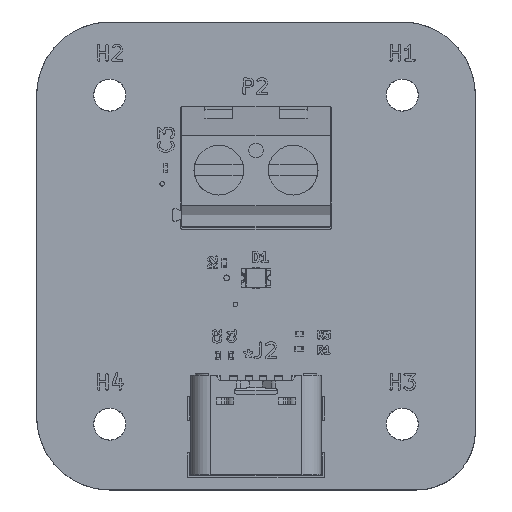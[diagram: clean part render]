
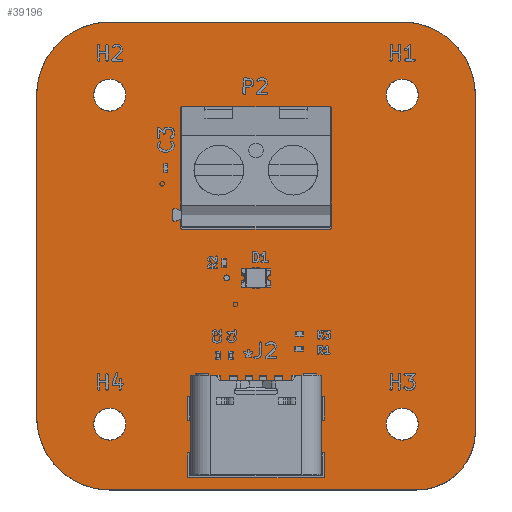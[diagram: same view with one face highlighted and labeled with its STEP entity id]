
A CAD part, top view. The second image highlights one B-rep face of the part: STEP entity #39196.
In plain terms, the highlighted planar face has unit normal (0, 0, 1).
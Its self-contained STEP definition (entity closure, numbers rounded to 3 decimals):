
#39196 = ADVANCED_FACE('',(#39197,#39331,#39342,#39353,#39364,#39375,
    #39386),#39397,.T.);
#39197 = FACE_BOUND('',#39198,.F.);
#39198 = EDGE_LOOP('',(#39199,#39210,#39218,#39226,#39234,#39243,#39251,
    #39259,#39267,#39276,#39284,#39292,#39300,#39309,#39317,#39325));
#39199 = ORIENTED_EDGE('',*,*,#39200,.T.);
#39200 = EDGE_CURVE('',#39201,#39203,#39205,.T.);
#39201 = VERTEX_POINT('',#39202);
#39202 = CARTESIAN_POINT('',(170.002,-59.782,1.56));
#39203 = VERTEX_POINT('',#39204);
#39204 = CARTESIAN_POINT('',(174.782,-55.002,1.56));
#39205 = CIRCLE('',#39206,5.002);
#39206 = AXIS2_PLACEMENT_3D('',#39207,#39208,#39209);
#39207 = CARTESIAN_POINT('',(175.,-60.,1.56));
#39208 = DIRECTION('',(0.,0.,-1.));
#39209 = DIRECTION('',(-0.999,0.044,0.));
#39210 = ORIENTED_EDGE('',*,*,#39211,.T.);
#39211 = EDGE_CURVE('',#39203,#39212,#39214,.T.);
#39212 = VERTEX_POINT('',#39213);
#39213 = CARTESIAN_POINT('',(175.,-55.,1.56));
#39214 = LINE('',#39215,#39216);
#39215 = CARTESIAN_POINT('',(174.782,-55.002,1.56));
#39216 = VECTOR('',#39217,1.);
#39217 = DIRECTION('',(1.,0.011,0.));
#39218 = ORIENTED_EDGE('',*,*,#39219,.T.);
#39219 = EDGE_CURVE('',#39212,#39220,#39222,.T.);
#39220 = VERTEX_POINT('',#39221);
#39221 = CARTESIAN_POINT('',(195.,-55.,1.56));
#39222 = LINE('',#39223,#39224);
#39223 = CARTESIAN_POINT('',(175.,-55.,1.56));
#39224 = VECTOR('',#39225,1.);
#39225 = DIRECTION('',(1.,0.,0.));
#39226 = ORIENTED_EDGE('',*,*,#39227,.T.);
#39227 = EDGE_CURVE('',#39220,#39228,#39230,.T.);
#39228 = VERTEX_POINT('',#39229);
#39229 = CARTESIAN_POINT('',(195.218,-55.002,1.56));
#39230 = LINE('',#39231,#39232);
#39231 = CARTESIAN_POINT('',(195.,-55.,1.56));
#39232 = VECTOR('',#39233,1.);
#39233 = DIRECTION('',(1.,-0.011,0.));
#39234 = ORIENTED_EDGE('',*,*,#39235,.T.);
#39235 = EDGE_CURVE('',#39228,#39236,#39238,.T.);
#39236 = VERTEX_POINT('',#39237);
#39237 = CARTESIAN_POINT('',(199.998,-59.782,1.56));
#39238 = CIRCLE('',#39239,5.002);
#39239 = AXIS2_PLACEMENT_3D('',#39240,#39241,#39242);
#39240 = CARTESIAN_POINT('',(195.,-60.,1.56));
#39241 = DIRECTION('',(0.,0.,-1.));
#39242 = DIRECTION('',(0.044,0.999,0.));
#39243 = ORIENTED_EDGE('',*,*,#39244,.T.);
#39244 = EDGE_CURVE('',#39236,#39245,#39247,.T.);
#39245 = VERTEX_POINT('',#39246);
#39246 = CARTESIAN_POINT('',(200.,-60.,1.56));
#39247 = LINE('',#39248,#39249);
#39248 = CARTESIAN_POINT('',(199.998,-59.782,1.56));
#39249 = VECTOR('',#39250,1.);
#39250 = DIRECTION('',(0.011,-1.,0.));
#39251 = ORIENTED_EDGE('',*,*,#39252,.T.);
#39252 = EDGE_CURVE('',#39245,#39253,#39255,.T.);
#39253 = VERTEX_POINT('',#39254);
#39254 = CARTESIAN_POINT('',(200.,-83.,1.56));
#39255 = LINE('',#39256,#39257);
#39256 = CARTESIAN_POINT('',(200.,-60.,1.56));
#39257 = VECTOR('',#39258,1.);
#39258 = DIRECTION('',(0.,-1.,0.));
#39259 = ORIENTED_EDGE('',*,*,#39260,.T.);
#39260 = EDGE_CURVE('',#39253,#39261,#39263,.T.);
#39261 = VERTEX_POINT('',#39262);
#39262 = CARTESIAN_POINT('',(199.998,-83.196,1.56));
#39263 = LINE('',#39264,#39265);
#39264 = CARTESIAN_POINT('',(200.,-83.,1.56));
#39265 = VECTOR('',#39266,1.);
#39266 = DIRECTION('',(-0.012,-1.,0.));
#39267 = ORIENTED_EDGE('',*,*,#39268,.T.);
#39268 = EDGE_CURVE('',#39261,#39269,#39271,.T.);
#39269 = VERTEX_POINT('',#39270);
#39270 = CARTESIAN_POINT('',(196.196,-86.998,1.56));
#39271 = CIRCLE('',#39272,4.002);
#39272 = AXIS2_PLACEMENT_3D('',#39273,#39274,#39275);
#39273 = CARTESIAN_POINT('',(196.,-83.,1.56));
#39274 = DIRECTION('',(0.,0.,-1.));
#39275 = DIRECTION('',(0.999,-0.049,0.));
#39276 = ORIENTED_EDGE('',*,*,#39277,.T.);
#39277 = EDGE_CURVE('',#39269,#39278,#39280,.T.);
#39278 = VERTEX_POINT('',#39279);
#39279 = CARTESIAN_POINT('',(196.,-87.,1.56));
#39280 = LINE('',#39281,#39282);
#39281 = CARTESIAN_POINT('',(196.196,-86.998,1.56));
#39282 = VECTOR('',#39283,1.);
#39283 = DIRECTION('',(-1.,-0.012,0.));
#39284 = ORIENTED_EDGE('',*,*,#39285,.T.);
#39285 = EDGE_CURVE('',#39278,#39286,#39288,.T.);
#39286 = VERTEX_POINT('',#39287);
#39287 = CARTESIAN_POINT('',(175.,-87.,1.56));
#39288 = LINE('',#39289,#39290);
#39289 = CARTESIAN_POINT('',(196.,-87.,1.56));
#39290 = VECTOR('',#39291,1.);
#39291 = DIRECTION('',(-1.,0.,0.));
#39292 = ORIENTED_EDGE('',*,*,#39293,.T.);
#39293 = EDGE_CURVE('',#39286,#39294,#39296,.T.);
#39294 = VERTEX_POINT('',#39295);
#39295 = CARTESIAN_POINT('',(174.782,-86.998,1.56));
#39296 = LINE('',#39297,#39298);
#39297 = CARTESIAN_POINT('',(175.,-87.,1.56));
#39298 = VECTOR('',#39299,1.);
#39299 = DIRECTION('',(-1.,0.011,0.));
#39300 = ORIENTED_EDGE('',*,*,#39301,.T.);
#39301 = EDGE_CURVE('',#39294,#39302,#39304,.T.);
#39302 = VERTEX_POINT('',#39303);
#39303 = CARTESIAN_POINT('',(170.002,-82.218,1.56));
#39304 = CIRCLE('',#39305,5.002);
#39305 = AXIS2_PLACEMENT_3D('',#39306,#39307,#39308);
#39306 = CARTESIAN_POINT('',(175.,-82.,1.56));
#39307 = DIRECTION('',(0.,0.,-1.));
#39308 = DIRECTION('',(-0.044,-0.999,-0.));
#39309 = ORIENTED_EDGE('',*,*,#39310,.T.);
#39310 = EDGE_CURVE('',#39302,#39311,#39313,.T.);
#39311 = VERTEX_POINT('',#39312);
#39312 = CARTESIAN_POINT('',(170.,-82.,1.56));
#39313 = LINE('',#39314,#39315);
#39314 = CARTESIAN_POINT('',(170.002,-82.218,1.56));
#39315 = VECTOR('',#39316,1.);
#39316 = DIRECTION('',(-0.011,1.,0.));
#39317 = ORIENTED_EDGE('',*,*,#39318,.T.);
#39318 = EDGE_CURVE('',#39311,#39319,#39321,.T.);
#39319 = VERTEX_POINT('',#39320);
#39320 = CARTESIAN_POINT('',(170.,-60.,1.56));
#39321 = LINE('',#39322,#39323);
#39322 = CARTESIAN_POINT('',(170.,-82.,1.56));
#39323 = VECTOR('',#39324,1.);
#39324 = DIRECTION('',(0.,1.,0.));
#39325 = ORIENTED_EDGE('',*,*,#39326,.T.);
#39326 = EDGE_CURVE('',#39319,#39201,#39327,.T.);
#39327 = LINE('',#39328,#39329);
#39328 = CARTESIAN_POINT('',(170.,-60.,1.56));
#39329 = VECTOR('',#39330,1.);
#39330 = DIRECTION('',(0.011,1.,0.));
#39331 = FACE_BOUND('',#39332,.F.);
#39332 = EDGE_LOOP('',(#39333));
#39333 = ORIENTED_EDGE('',*,*,#39334,.T.);
#39334 = EDGE_CURVE('',#39335,#39335,#39337,.T.);
#39335 = VERTEX_POINT('',#39336);
#39336 = CARTESIAN_POINT('',(176.087,-82.5,1.56));
#39337 = CIRCLE('',#39338,1.087);
#39338 = AXIS2_PLACEMENT_3D('',#39339,#39340,#39341);
#39339 = CARTESIAN_POINT('',(175.,-82.5,1.56));
#39340 = DIRECTION('',(0.,0.,1.));
#39341 = DIRECTION('',(1.,0.,-0.));
#39342 = FACE_BOUND('',#39343,.F.);
#39343 = EDGE_LOOP('',(#39344));
#39344 = ORIENTED_EDGE('',*,*,#39345,.T.);
#39345 = EDGE_CURVE('',#39346,#39346,#39348,.T.);
#39346 = VERTEX_POINT('',#39347);
#39347 = CARTESIAN_POINT('',(196.087,-82.5,1.56));
#39348 = CIRCLE('',#39349,1.087);
#39349 = AXIS2_PLACEMENT_3D('',#39350,#39351,#39352);
#39350 = CARTESIAN_POINT('',(195.,-82.5,1.56));
#39351 = DIRECTION('',(0.,0.,1.));
#39352 = DIRECTION('',(1.,0.,-0.));
#39353 = FACE_BOUND('',#39354,.F.);
#39354 = EDGE_LOOP('',(#39355));
#39355 = ORIENTED_EDGE('',*,*,#39356,.T.);
#39356 = EDGE_CURVE('',#39357,#39357,#39359,.T.);
#39357 = VERTEX_POINT('',#39358);
#39358 = CARTESIAN_POINT('',(182.997,-65.,1.56));
#39359 = CIRCLE('',#39360,0.537);
#39360 = AXIS2_PLACEMENT_3D('',#39361,#39362,#39363);
#39361 = CARTESIAN_POINT('',(182.46,-65.,1.56));
#39362 = DIRECTION('',(0.,0.,1.));
#39363 = DIRECTION('',(1.,0.,-0.));
#39364 = FACE_BOUND('',#39365,.F.);
#39365 = EDGE_LOOP('',(#39366));
#39366 = ORIENTED_EDGE('',*,*,#39367,.T.);
#39367 = EDGE_CURVE('',#39368,#39368,#39370,.T.);
#39368 = VERTEX_POINT('',#39369);
#39369 = CARTESIAN_POINT('',(188.077,-65.,1.56));
#39370 = CIRCLE('',#39371,0.537);
#39371 = AXIS2_PLACEMENT_3D('',#39372,#39373,#39374);
#39372 = CARTESIAN_POINT('',(187.54,-65.,1.56));
#39373 = DIRECTION('',(0.,0.,1.));
#39374 = DIRECTION('',(1.,0.,-0.));
#39375 = FACE_BOUND('',#39376,.F.);
#39376 = EDGE_LOOP('',(#39377));
#39377 = ORIENTED_EDGE('',*,*,#39378,.T.);
#39378 = EDGE_CURVE('',#39379,#39379,#39381,.T.);
#39379 = VERTEX_POINT('',#39380);
#39380 = CARTESIAN_POINT('',(176.087,-60.,1.56));
#39381 = CIRCLE('',#39382,1.087);
#39382 = AXIS2_PLACEMENT_3D('',#39383,#39384,#39385);
#39383 = CARTESIAN_POINT('',(175.,-60.,1.56));
#39384 = DIRECTION('',(0.,0.,1.));
#39385 = DIRECTION('',(1.,0.,-0.));
#39386 = FACE_BOUND('',#39387,.F.);
#39387 = EDGE_LOOP('',(#39388));
#39388 = ORIENTED_EDGE('',*,*,#39389,.T.);
#39389 = EDGE_CURVE('',#39390,#39390,#39392,.T.);
#39390 = VERTEX_POINT('',#39391);
#39391 = CARTESIAN_POINT('',(196.087,-60.,1.56));
#39392 = CIRCLE('',#39393,1.087);
#39393 = AXIS2_PLACEMENT_3D('',#39394,#39395,#39396);
#39394 = CARTESIAN_POINT('',(195.,-60.,1.56));
#39395 = DIRECTION('',(0.,0.,1.));
#39396 = DIRECTION('',(1.,0.,-0.));
#39397 = PLANE('',#39398);
#39398 = AXIS2_PLACEMENT_3D('',#39399,#39400,#39401);
#39399 = CARTESIAN_POINT('',(0.,0.,1.56));
#39400 = DIRECTION('',(0.,0.,1.));
#39401 = DIRECTION('',(1.,0.,-0.));
